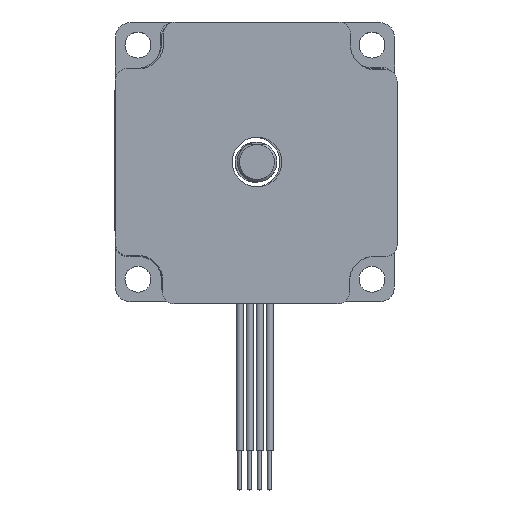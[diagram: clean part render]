
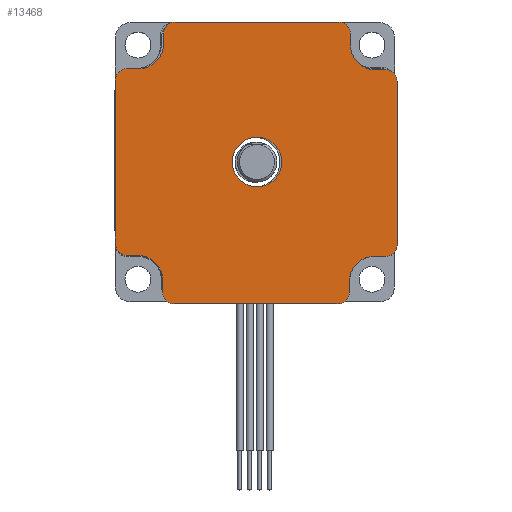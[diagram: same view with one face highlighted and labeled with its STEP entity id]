
A CAD part, top view. The second image highlights one B-rep face of the part: STEP entity #13468.
In plain terms, the highlighted face is planar.
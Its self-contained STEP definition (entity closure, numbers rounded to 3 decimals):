
#1323=LINE('',#22734,#2441);
#1324=LINE('',#22738,#2442);
#1325=LINE('',#22742,#2443);
#1326=LINE('',#22746,#2444);
#1327=LINE('',#22750,#2445);
#1328=LINE('',#22754,#2446);
#1329=LINE('',#22758,#2447);
#1330=LINE('',#22762,#2448);
#1331=LINE('',#22766,#2449);
#1332=LINE('',#22770,#2450);
#1333=LINE('',#22774,#2451);
#1334=LINE('',#22777,#2452);
#2441=VECTOR('',#18611,2.3);
#2442=VECTOR('',#18614,33.);
#2443=VECTOR('',#18617,2.1);
#2444=VECTOR('',#18620,2.417);
#2445=VECTOR('',#18623,33.);
#2446=VECTOR('',#18626,2.217);
#2447=VECTOR('',#18629,2.417);
#2448=VECTOR('',#18632,33.);
#2449=VECTOR('',#18635,2.217);
#2450=VECTOR('',#18638,2.3);
#2451=VECTOR('',#18641,33.);
#2452=VECTOR('',#18644,2.1);
#2798=FACE_BOUND('',#4173,.T.);
#3388=FACE_OUTER_BOUND('',#4172,.T.);
#4172=EDGE_LOOP('',(#11689,#11690,#11691,#11692,#11693,#11694,#11695,#11696,
#11697,#11698,#11699,#11700,#11701,#11702,#11703,#11704,#11705,#11706,#11707,
#11708,#11709,#11710,#11711,#11712));
#4173=EDGE_LOOP('',(#11713));
#5120=CIRCLE('',#14912,5.);
#5123=CIRCLE('',#14919,5.);
#5124=CIRCLE('',#14920,2.3);
#5125=CIRCLE('',#14921,2.3);
#5126=CIRCLE('',#14922,5.);
#5127=CIRCLE('',#14923,2.3);
#5128=CIRCLE('',#14924,2.3);
#5129=CIRCLE('',#14925,5.);
#5130=CIRCLE('',#14926,2.3);
#5131=CIRCLE('',#14927,2.3);
#5132=CIRCLE('',#14928,5.);
#5133=CIRCLE('',#14929,2.3);
#5134=CIRCLE('',#14930,2.3);
#6304=VERTEX_POINT('',#22712);
#6311=VERTEX_POINT('',#22730);
#6312=VERTEX_POINT('',#22731);
#6313=VERTEX_POINT('',#22733);
#6314=VERTEX_POINT('',#22735);
#6315=VERTEX_POINT('',#22737);
#6316=VERTEX_POINT('',#22739);
#6317=VERTEX_POINT('',#22741);
#6318=VERTEX_POINT('',#22743);
#6319=VERTEX_POINT('',#22745);
#6320=VERTEX_POINT('',#22747);
#6321=VERTEX_POINT('',#22749);
#6322=VERTEX_POINT('',#22751);
#6323=VERTEX_POINT('',#22753);
#6324=VERTEX_POINT('',#22755);
#6325=VERTEX_POINT('',#22757);
#6326=VERTEX_POINT('',#22759);
#6327=VERTEX_POINT('',#22761);
#6328=VERTEX_POINT('',#22763);
#6329=VERTEX_POINT('',#22765);
#6330=VERTEX_POINT('',#22767);
#6331=VERTEX_POINT('',#22769);
#6332=VERTEX_POINT('',#22771);
#6333=VERTEX_POINT('',#22773);
#6334=VERTEX_POINT('',#22775);
#8158=EDGE_CURVE('',#6304,#6304,#5120,.T.);
#8165=EDGE_CURVE('',#6311,#6312,#5123,.T.);
#8166=EDGE_CURVE('',#6313,#6311,#1323,.T.);
#8167=EDGE_CURVE('',#6314,#6313,#5124,.T.);
#8168=EDGE_CURVE('',#6315,#6314,#1324,.T.);
#8169=EDGE_CURVE('',#6316,#6315,#5125,.T.);
#8170=EDGE_CURVE('',#6317,#6316,#1325,.T.);
#8171=EDGE_CURVE('',#6318,#6317,#5126,.T.);
#8172=EDGE_CURVE('',#6319,#6318,#1326,.T.);
#8173=EDGE_CURVE('',#6320,#6319,#5127,.T.);
#8174=EDGE_CURVE('',#6321,#6320,#1327,.T.);
#8175=EDGE_CURVE('',#6322,#6321,#5128,.T.);
#8176=EDGE_CURVE('',#6323,#6322,#1328,.T.);
#8177=EDGE_CURVE('',#6324,#6323,#5129,.T.);
#8178=EDGE_CURVE('',#6325,#6324,#1329,.T.);
#8179=EDGE_CURVE('',#6326,#6325,#5130,.T.);
#8180=EDGE_CURVE('',#6327,#6326,#1330,.T.);
#8181=EDGE_CURVE('',#6328,#6327,#5131,.T.);
#8182=EDGE_CURVE('',#6329,#6328,#1331,.T.);
#8183=EDGE_CURVE('',#6330,#6329,#5132,.T.);
#8184=EDGE_CURVE('',#6331,#6330,#1332,.T.);
#8185=EDGE_CURVE('',#6332,#6331,#5133,.T.);
#8186=EDGE_CURVE('',#6333,#6332,#1333,.T.);
#8187=EDGE_CURVE('',#6334,#6333,#5134,.T.);
#8188=EDGE_CURVE('',#6312,#6334,#1334,.T.);
#11689=ORIENTED_EDGE('',*,*,#8165,.F.);
#11690=ORIENTED_EDGE('',*,*,#8166,.F.);
#11691=ORIENTED_EDGE('',*,*,#8167,.F.);
#11692=ORIENTED_EDGE('',*,*,#8168,.F.);
#11693=ORIENTED_EDGE('',*,*,#8169,.F.);
#11694=ORIENTED_EDGE('',*,*,#8170,.F.);
#11695=ORIENTED_EDGE('',*,*,#8171,.F.);
#11696=ORIENTED_EDGE('',*,*,#8172,.F.);
#11697=ORIENTED_EDGE('',*,*,#8173,.F.);
#11698=ORIENTED_EDGE('',*,*,#8174,.F.);
#11699=ORIENTED_EDGE('',*,*,#8175,.F.);
#11700=ORIENTED_EDGE('',*,*,#8176,.F.);
#11701=ORIENTED_EDGE('',*,*,#8177,.F.);
#11702=ORIENTED_EDGE('',*,*,#8178,.F.);
#11703=ORIENTED_EDGE('',*,*,#8179,.F.);
#11704=ORIENTED_EDGE('',*,*,#8180,.F.);
#11705=ORIENTED_EDGE('',*,*,#8181,.F.);
#11706=ORIENTED_EDGE('',*,*,#8182,.F.);
#11707=ORIENTED_EDGE('',*,*,#8183,.F.);
#11708=ORIENTED_EDGE('',*,*,#8184,.F.);
#11709=ORIENTED_EDGE('',*,*,#8185,.F.);
#11710=ORIENTED_EDGE('',*,*,#8186,.F.);
#11711=ORIENTED_EDGE('',*,*,#8187,.F.);
#11712=ORIENTED_EDGE('',*,*,#8188,.F.);
#11713=ORIENTED_EDGE('',*,*,#8158,.F.);
#12814=PLANE('',#14918);
#13468=ADVANCED_FACE('',(#3388,#2798),#12814,.F.);
#14912=AXIS2_PLACEMENT_3D('',#22713,#18591,#18592);
#14918=AXIS2_PLACEMENT_3D('',#22729,#18607,#18608);
#14919=AXIS2_PLACEMENT_3D('',#22732,#18609,#18610);
#14920=AXIS2_PLACEMENT_3D('',#22736,#18612,#18613);
#14921=AXIS2_PLACEMENT_3D('',#22740,#18615,#18616);
#14922=AXIS2_PLACEMENT_3D('',#22744,#18618,#18619);
#14923=AXIS2_PLACEMENT_3D('',#22748,#18621,#18622);
#14924=AXIS2_PLACEMENT_3D('',#22752,#18624,#18625);
#14925=AXIS2_PLACEMENT_3D('',#22756,#18627,#18628);
#14926=AXIS2_PLACEMENT_3D('',#22760,#18630,#18631);
#14927=AXIS2_PLACEMENT_3D('',#22764,#18633,#18634);
#14928=AXIS2_PLACEMENT_3D('',#22768,#18636,#18637);
#14929=AXIS2_PLACEMENT_3D('',#22772,#18639,#18640);
#14930=AXIS2_PLACEMENT_3D('',#22776,#18642,#18643);
#18591=DIRECTION('center_axis',(0.,-1.,0.));
#18592=DIRECTION('ref_axis',(0.,0.,1.));
#18607=DIRECTION('center_axis',(0.,1.,0.));
#18608=DIRECTION('ref_axis',(0.,0.,1.));
#18609=DIRECTION('center_axis',(0.,-1.,0.));
#18610=DIRECTION('ref_axis',(0.,0.,1.));
#18611=DIRECTION('',(0.,0.,1.));
#18612=DIRECTION('center_axis',(0.,1.,0.));
#18613=DIRECTION('ref_axis',(0.,0.,-1.));
#18614=DIRECTION('',(-1.,0.,0.));
#18615=DIRECTION('center_axis',(0.,1.,0.));
#18616=DIRECTION('ref_axis',(0.,0.,1.));
#18617=DIRECTION('',(0.,0.,-1.));
#18618=DIRECTION('center_axis',(0.,-1.,0.));
#18619=DIRECTION('ref_axis',(0.,0.,-1.));
#18620=DIRECTION('',(-1.,0.,0.));
#18621=DIRECTION('center_axis',(0.,1.,0.));
#18622=DIRECTION('ref_axis',(0.,0.,1.));
#18623=DIRECTION('',(0.,0.,-1.));
#18624=DIRECTION('center_axis',(0.,1.,0.));
#18625=DIRECTION('ref_axis',(0.,0.,1.));
#18626=DIRECTION('',(1.,0.,0.));
#18627=DIRECTION('center_axis',(0.,-1.,0.));
#18628=DIRECTION('ref_axis',(0.,0.,-1.));
#18629=DIRECTION('',(0.,0.,-1.));
#18630=DIRECTION('center_axis',(0.,1.,0.));
#18631=DIRECTION('ref_axis',(0.,0.,1.));
#18632=DIRECTION('',(1.,0.,0.));
#18633=DIRECTION('center_axis',(0.,1.,0.));
#18634=DIRECTION('ref_axis',(0.,0.,1.));
#18635=DIRECTION('',(0.,0.,1.));
#18636=DIRECTION('center_axis',(0.,-1.,0.));
#18637=DIRECTION('ref_axis',(0.,0.,1.));
#18638=DIRECTION('',(1.,0.,0.));
#18639=DIRECTION('center_axis',(0.,1.,0.));
#18640=DIRECTION('ref_axis',(0.,0.,1.));
#18641=DIRECTION('',(0.,0.,1.));
#18642=DIRECTION('center_axis',(0.,1.,0.));
#18643=DIRECTION('ref_axis',(0.,0.,1.));
#18644=DIRECTION('',(-1.,0.,0.));
#22712=CARTESIAN_POINT('',(0.,0.,-5.));
#22713=CARTESIAN_POINT('Origin',(0.,0.,0.));
#22729=CARTESIAN_POINT('Origin',(-23.8,0.,-23.6));
#22730=CARTESIAN_POINT('',(-18.8,0.,-23.6));
#22731=CARTESIAN_POINT('',(-23.8,0.,-18.6));
#22732=CARTESIAN_POINT('Origin',(-23.8,0.,-23.6));
#22733=CARTESIAN_POINT('',(-18.8,0.,-25.9));
#22734=CARTESIAN_POINT('',(-18.8,0.,-25.9));
#22735=CARTESIAN_POINT('',(-16.5,0.,-28.2));
#22736=CARTESIAN_POINT('Origin',(-16.5,0.,-25.9));
#22737=CARTESIAN_POINT('',(16.5,0.,-28.2));
#22738=CARTESIAN_POINT('',(16.5,0.,-28.2));
#22739=CARTESIAN_POINT('',(18.8,0.,-25.9));
#22740=CARTESIAN_POINT('Origin',(16.5,0.,-25.9));
#22741=CARTESIAN_POINT('',(18.8,0.,-23.8));
#22742=CARTESIAN_POINT('',(18.8,0.,-25.9));
#22743=CARTESIAN_POINT('',(23.8,0.,-18.8));
#22744=CARTESIAN_POINT('Origin',(23.8,0.,-23.8));
#22745=CARTESIAN_POINT('',(26.217,0.,-18.8));
#22746=CARTESIAN_POINT('',(26.217,0.,-18.8));
#22747=CARTESIAN_POINT('',(28.517,0.,-16.5));
#22748=CARTESIAN_POINT('Origin',(26.217,0.,-16.5));
#22749=CARTESIAN_POINT('',(28.517,0.,16.5));
#22750=CARTESIAN_POINT('',(28.517,0.,16.5));
#22751=CARTESIAN_POINT('',(26.217,0.,18.8));
#22752=CARTESIAN_POINT('Origin',(26.217,0.,16.5));
#22753=CARTESIAN_POINT('',(24.,0.,18.8));
#22754=CARTESIAN_POINT('',(26.217,0.,18.8));
#22755=CARTESIAN_POINT('',(19.,0.,23.8));
#22756=CARTESIAN_POINT('Origin',(24.,0.,23.8));
#22757=CARTESIAN_POINT('',(19.,0.,26.217));
#22758=CARTESIAN_POINT('',(19.,0.,26.217));
#22759=CARTESIAN_POINT('',(16.7,0.,28.517));
#22760=CARTESIAN_POINT('Origin',(16.7,0.,26.217));
#22761=CARTESIAN_POINT('',(-16.3,0.,28.517));
#22762=CARTESIAN_POINT('',(16.7,0.,28.517));
#22763=CARTESIAN_POINT('',(-18.6,0.,26.217));
#22764=CARTESIAN_POINT('Origin',(-16.3,0.,26.217));
#22765=CARTESIAN_POINT('',(-18.6,0.,24.));
#22766=CARTESIAN_POINT('',(-18.6,0.,26.217));
#22767=CARTESIAN_POINT('',(-23.6,0.,19.));
#22768=CARTESIAN_POINT('Origin',(-23.6,0.,24.));
#22769=CARTESIAN_POINT('',(-25.9,0.,19.));
#22770=CARTESIAN_POINT('',(-25.9,0.,19.));
#22771=CARTESIAN_POINT('',(-28.2,0.,16.7));
#22772=CARTESIAN_POINT('Origin',(-25.9,0.,16.7));
#22773=CARTESIAN_POINT('',(-28.2,0.,-16.3));
#22774=CARTESIAN_POINT('',(-28.2,0.,16.7));
#22775=CARTESIAN_POINT('',(-25.9,0.,-18.6));
#22776=CARTESIAN_POINT('Origin',(-25.9,0.,-16.3));
#22777=CARTESIAN_POINT('',(-25.9,0.,-18.6));
